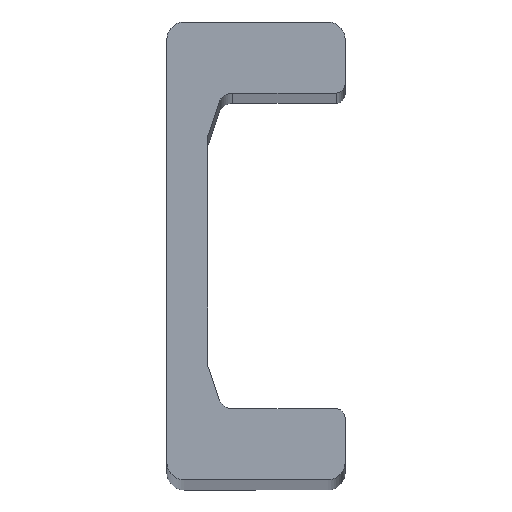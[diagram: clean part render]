
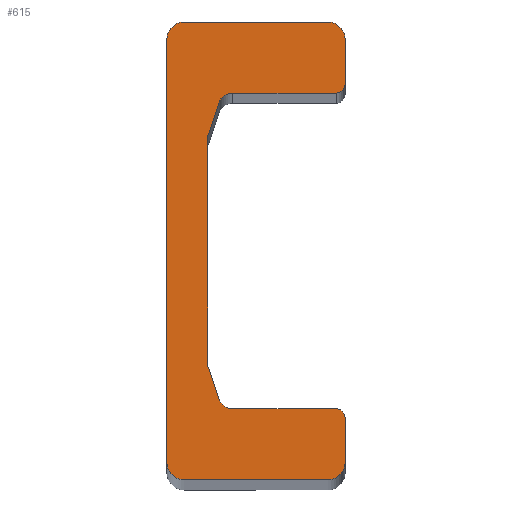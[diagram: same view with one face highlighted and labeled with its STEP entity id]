
A CAD part, top view. The second image highlights one B-rep face of the part: STEP entity #615.
In plain terms, the highlighted planar face has unit normal (0, 0, 1).
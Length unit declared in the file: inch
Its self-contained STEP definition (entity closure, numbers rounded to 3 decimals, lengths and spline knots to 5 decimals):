
#10 = AXIS2_PLACEMENT_3D ( 'NONE', #594, #779, #243 ) ;
#14 = DIRECTION ( 'NONE',  ( -1., 0., 0. ) ) ;
#17 = EDGE_CURVE ( 'NONE', #72, #559, #142, .T. ) ;
#23 = CARTESIAN_POINT ( 'NONE',  ( 1.58661, 2.13386, 0. ) ) ;
#32 = CARTESIAN_POINT ( 'NONE',  ( 1.58661, 2.25197, 0. ) ) ;
#36 = CIRCLE ( 'NONE', #367, 0.23622 ) ;
#41 = EDGE_CURVE ( 'NONE', #867, #392, #573, .T. ) ;
#42 = CARTESIAN_POINT ( 'NONE',  ( 1.58661, 2.13386, 0. ) ) ;
#45 = CARTESIAN_POINT ( 'NONE',  ( 1.70472, -2.85827, 0. ) ) ;
#60 = AXIS2_PLACEMENT_3D ( 'NONE', #612, #258, #329 ) ;
#63 = VERTEX_POINT ( 'NONE', #500 ) ;
#66 = CARTESIAN_POINT ( 'NONE',  ( 1.70472, -2.25197, 0. ) ) ;
#67 = VERTEX_POINT ( 'NONE', #452 ) ;
#72 = VERTEX_POINT ( 'NONE', #66 ) ;
#77 = VERTEX_POINT ( 'NONE', #557 ) ;
#81 = VERTEX_POINT ( 'NONE', #590 ) ;
#86 = VERTEX_POINT ( 'NONE', #183 ) ;
#92 = ORIENTED_EDGE ( 'NONE', *, *, #126, .T. ) ;
#94 = CARTESIAN_POINT ( 'NONE',  ( 0.18519, 1.93701, 0. ) ) ;
#110 = CARTESIAN_POINT ( 'NONE',  ( 1.4685, -2.85827, 0. ) ) ;
#114 = CARTESIAN_POINT ( 'NONE',  ( -0.4685, 2.85827, 0. ) ) ;
#119 = EDGE_LOOP ( 'NONE', ( #154, #460, #781, #857, #310, #568, #778, #919, #380, #420, #363, #316, #629, #674, #385, #703, #92, #131 ) ) ;
#124 = EDGE_CURVE ( 'NONE', #639, #230, #396, .T. ) ;
#126 = EDGE_CURVE ( 'NONE', #63, #86, #234, .T. ) ;
#131 = ORIENTED_EDGE ( 'NONE', *, *, #371, .T. ) ;
#132 = VERTEX_POINT ( 'NONE', #333 ) ;
#142 = CIRCLE ( 'NONE', #678, 0.11811 ) ;
#145 = AXIS2_PLACEMENT_3D ( 'NONE', #94, #476, #514 ) ;
#146 = LINE ( 'NONE', #45, #521 ) ;
#154 = ORIENTED_EDGE ( 'NONE', *, *, #675, .T. ) ;
#166 = FACE_OUTER_BOUND ( 'NONE', #119, .T. ) ;
#177 = DIRECTION ( 'NONE',  ( -1., 0., 0. ) ) ;
#181 = AXIS2_PLACEMENT_3D ( 'NONE', #110, #901, #413 ) ;
#183 = CARTESIAN_POINT ( 'NONE',  ( -0.15354, -1.54331, 0. ) ) ;
#190 = DIRECTION ( 'NONE',  ( 1., 0., 0. ) ) ;
#200 = CARTESIAN_POINT ( 'NONE',  ( 0.18519, -2.13386, 0. ) ) ;
#205 = EDGE_CURVE ( 'NONE', #797, #132, #679, .T. ) ;
#211 = EDGE_CURVE ( 'NONE', #729, #63, #914, .T. ) ;
#217 = CARTESIAN_POINT ( 'NONE',  ( 1.58661, -2.13386, 0. ) ) ;
#220 = VERTEX_POINT ( 'NONE', #471 ) ;
#230 = VERTEX_POINT ( 'NONE', #23 ) ;
#234 = LINE ( 'NONE', #886, #256 ) ;
#240 = DIRECTION ( 'NONE',  ( 0., 1., 0. ) ) ;
#243 = DIRECTION ( 'NONE',  ( -1., 0., 0. ) ) ;
#249 = VERTEX_POINT ( 'NONE', #875 ) ;
#253 = EDGE_CURVE ( 'NONE', #230, #81, #801, .T. ) ;
#256 = VECTOR ( 'NONE', #410, 39.37008 ) ;
#258 = DIRECTION ( 'NONE',  ( 0., 0., 1. ) ) ;
#263 = DIRECTION ( 'NONE',  ( 0., 0., 1. ) ) ;
#265 = DIRECTION ( 'NONE',  ( 0., 0., 1. ) ) ;
#276 = LINE ( 'NONE', #217, #718 ) ;
#288 = CARTESIAN_POINT ( 'NONE',  ( 0.18519, 1.93701, 0. ) ) ;
#301 = CARTESIAN_POINT ( 'NONE',  ( 1.4685, 3.09449, 0. ) ) ;
#302 = VERTEX_POINT ( 'NONE', #526 ) ;
#305 = VECTOR ( 'NONE', #823, 39.37008 ) ;
#308 = DIRECTION ( 'NONE',  ( 1., 0., 0. ) ) ;
#310 = ORIENTED_EDGE ( 'NONE', *, *, #561, .T. ) ;
#313 = DIRECTION ( 'NONE',  ( 0.316, 0.949, 0. ) ) ;
#316 = ORIENTED_EDGE ( 'NONE', *, *, #359, .T. ) ;
#326 = PLANE ( 'NONE',  #145 ) ;
#329 = DIRECTION ( 'NONE',  ( 1., 0., 0. ) ) ;
#333 = CARTESIAN_POINT ( 'NONE',  ( -0.70472, -2.85827, 0. ) ) ;
#338 = CARTESIAN_POINT ( 'NONE',  ( 1.4685, 3.09449, 0. ) ) ;
#339 = DIRECTION ( 'NONE',  ( 0., 1., 0. ) ) ;
#340 = EDGE_CURVE ( 'NONE', #249, #72, #146, .T. ) ;
#343 = VECTOR ( 'NONE', #240, 39.37008 ) ;
#344 = CARTESIAN_POINT ( 'NONE',  ( 1.58661, -2.25197, 0. ) ) ;
#349 = EDGE_CURVE ( 'NONE', #220, #77, #620, .T. ) ;
#359 = EDGE_CURVE ( 'NONE', #77, #249, #454, .T. ) ;
#363 = ORIENTED_EDGE ( 'NONE', *, *, #349, .T. ) ;
#367 = AXIS2_PLACEMENT_3D ( 'NONE', #732, #753, #308 ) ;
#371 = EDGE_CURVE ( 'NONE', #86, #302, #534, .T. ) ;
#380 = ORIENTED_EDGE ( 'NONE', *, *, #205, .T. ) ;
#385 = ORIENTED_EDGE ( 'NONE', *, *, #773, .T. ) ;
#392 = VERTEX_POINT ( 'NONE', #421 ) ;
#396 = LINE ( 'NONE', #42, #819 ) ;
#410 = DIRECTION ( 'NONE',  ( -0.316, 0.949, 0. ) ) ;
#413 = DIRECTION ( 'NONE',  ( -1., 0., 0. ) ) ;
#420 = ORIENTED_EDGE ( 'NONE', *, *, #659, .T. ) ;
#421 = CARTESIAN_POINT ( 'NONE',  ( -0.4685, 3.09449, 0. ) ) ;
#451 = EDGE_CURVE ( 'NONE', #392, #797, #505, .T. ) ;
#452 = CARTESIAN_POINT ( 'NONE',  ( -0.00156, 1.99926, 0. ) ) ;
#454 = CIRCLE ( 'NONE', #181, 0.23622 ) ;
#458 = CARTESIAN_POINT ( 'NONE',  ( 1.70472, 2.85827, 0. ) ) ;
#460 = ORIENTED_EDGE ( 'NONE', *, *, #691, .T. ) ;
#471 = CARTESIAN_POINT ( 'NONE',  ( -0.4685, -3.09449, 0. ) ) ;
#475 = CIRCLE ( 'NONE', #772, 0.19685 ) ;
#476 = DIRECTION ( 'NONE',  ( 0., 0., 1. ) ) ;
#478 = CARTESIAN_POINT ( 'NONE',  ( -0.15354, 1.54331, 0. ) ) ;
#481 = VECTOR ( 'NONE', #190, 39.37008 ) ;
#490 = CARTESIAN_POINT ( 'NONE',  ( -0.70472, 2.85827, 0. ) ) ;
#493 = VERTEX_POINT ( 'NONE', #458 ) ;
#500 = CARTESIAN_POINT ( 'NONE',  ( -0.00156, -1.99926, 0. ) ) ;
#505 = CIRCLE ( 'NONE', #635, 0.23622 ) ;
#514 = DIRECTION ( 'NONE',  ( 1., 0., 0. ) ) ;
#521 = VECTOR ( 'NONE', #339, 39.37008 ) ;
#526 = CARTESIAN_POINT ( 'NONE',  ( -0.15354, 1.54331, 0. ) ) ;
#534 = LINE ( 'NONE', #478, #305 ) ;
#555 = DIRECTION ( 'NONE',  ( 1., 0., 0. ) ) ;
#556 = VECTOR ( 'NONE', #14, 39.37008 ) ;
#557 = CARTESIAN_POINT ( 'NONE',  ( 1.4685, -3.09449, 0. ) ) ;
#559 = VERTEX_POINT ( 'NONE', #677 ) ;
#561 = EDGE_CURVE ( 'NONE', #81, #493, #879, .T. ) ;
#563 = DIRECTION ( 'NONE',  ( 0., 0., 1. ) ) ;
#568 = ORIENTED_EDGE ( 'NONE', *, *, #868, .T. ) ;
#573 = LINE ( 'NONE', #301, #556 ) ;
#580 = LINE ( 'NONE', #865, #820 ) ;
#590 = CARTESIAN_POINT ( 'NONE',  ( 1.70472, 2.25197, 0. ) ) ;
#594 = CARTESIAN_POINT ( 'NONE',  ( 0.18519, -1.93701, 0. ) ) ;
#612 = CARTESIAN_POINT ( 'NONE',  ( 1.4685, 2.85827, 0. ) ) ;
#615 = ADVANCED_FACE ( 'NONE', ( #166 ), #326, .T. ) ;
#618 = CARTESIAN_POINT ( 'NONE',  ( 1.4685, -3.09449, 0. ) ) ;
#620 = LINE ( 'NONE', #618, #481 ) ;
#629 = ORIENTED_EDGE ( 'NONE', *, *, #340, .T. ) ;
#635 = AXIS2_PLACEMENT_3D ( 'NONE', #114, #265, #698 ) ;
#639 = VERTEX_POINT ( 'NONE', #684 ) ;
#644 = DIRECTION ( 'NONE',  ( -1., 0., 0. ) ) ;
#659 = EDGE_CURVE ( 'NONE', #132, #220, #36, .T. ) ;
#667 = DIRECTION ( 'NONE',  ( 1., 0., 0. ) ) ;
#674 = ORIENTED_EDGE ( 'NONE', *, *, #17, .T. ) ;
#675 = EDGE_CURVE ( 'NONE', #302, #67, #580, .T. ) ;
#677 = CARTESIAN_POINT ( 'NONE',  ( 1.58661, -2.13386, 0. ) ) ;
#678 = AXIS2_PLACEMENT_3D ( 'NONE', #344, #263, #710 ) ;
#679 = LINE ( 'NONE', #887, #880 ) ;
#684 = CARTESIAN_POINT ( 'NONE',  ( 0.18519, 2.13386, 0. ) ) ;
#691 = EDGE_CURVE ( 'NONE', #67, #639, #475, .T. ) ;
#698 = DIRECTION ( 'NONE',  ( -1., 0., 0. ) ) ;
#703 = ORIENTED_EDGE ( 'NONE', *, *, #211, .T. ) ;
#710 = DIRECTION ( 'NONE',  ( 1., 0., 0. ) ) ;
#718 = VECTOR ( 'NONE', #644, 39.37008 ) ;
#729 = VERTEX_POINT ( 'NONE', #200 ) ;
#732 = CARTESIAN_POINT ( 'NONE',  ( -0.4685, -2.85827, 0. ) ) ;
#741 = CARTESIAN_POINT ( 'NONE',  ( 1.70472, 2.85827, 0. ) ) ;
#753 = DIRECTION ( 'NONE',  ( 0., 0., 1. ) ) ;
#772 = AXIS2_PLACEMENT_3D ( 'NONE', #288, #913, #555 ) ;
#773 = EDGE_CURVE ( 'NONE', #559, #729, #276, .T. ) ;
#778 = ORIENTED_EDGE ( 'NONE', *, *, #41, .T. ) ;
#779 = DIRECTION ( 'NONE',  ( 0., 0., -1. ) ) ;
#781 = ORIENTED_EDGE ( 'NONE', *, *, #124, .T. ) ;
#797 = VERTEX_POINT ( 'NONE', #490 ) ;
#801 = CIRCLE ( 'NONE', #827, 0.11811 ) ;
#804 = DIRECTION ( 'NONE',  ( 0., -1., 0. ) ) ;
#819 = VECTOR ( 'NONE', #667, 39.37008 ) ;
#820 = VECTOR ( 'NONE', #313, 39.37008 ) ;
#823 = DIRECTION ( 'NONE',  ( 0., 1., 0. ) ) ;
#827 = AXIS2_PLACEMENT_3D ( 'NONE', #32, #563, #177 ) ;
#857 = ORIENTED_EDGE ( 'NONE', *, *, #253, .T. ) ;
#860 = CIRCLE ( 'NONE', #60, 0.23622 ) ;
#865 = CARTESIAN_POINT ( 'NONE',  ( -0.15354, 1.54331, 0. ) ) ;
#867 = VERTEX_POINT ( 'NONE', #338 ) ;
#868 = EDGE_CURVE ( 'NONE', #493, #867, #860, .T. ) ;
#875 = CARTESIAN_POINT ( 'NONE',  ( 1.70472, -2.85827, 0. ) ) ;
#879 = LINE ( 'NONE', #741, #343 ) ;
#880 = VECTOR ( 'NONE', #804, 39.37008 ) ;
#886 = CARTESIAN_POINT ( 'NONE',  ( -0.15354, -1.54331, 0. ) ) ;
#887 = CARTESIAN_POINT ( 'NONE',  ( -0.70472, 2.85827, 0. ) ) ;
#901 = DIRECTION ( 'NONE',  ( 0., 0., 1. ) ) ;
#913 = DIRECTION ( 'NONE',  ( 0., 0., -1. ) ) ;
#914 = CIRCLE ( 'NONE', #10, 0.19685 ) ;
#919 = ORIENTED_EDGE ( 'NONE', *, *, #451, .T. ) ;
